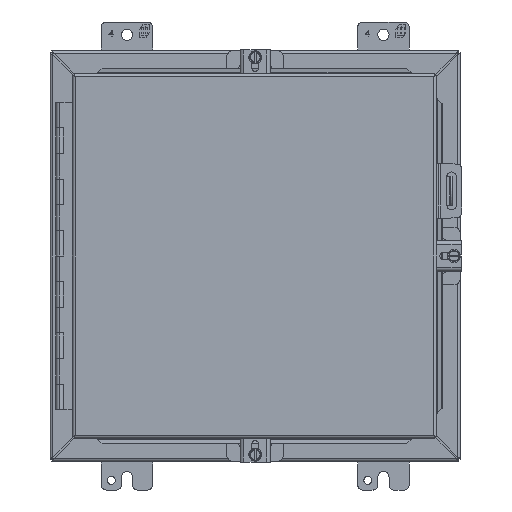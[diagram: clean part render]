
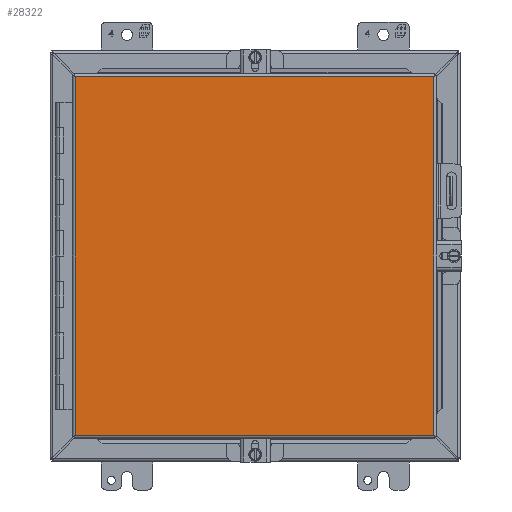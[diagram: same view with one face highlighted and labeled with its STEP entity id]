
A CAD part, front view. The second image highlights one B-rep face of the part: STEP entity #28322.
In plain terms, the highlighted planar face has unit normal (0, -1, 0).
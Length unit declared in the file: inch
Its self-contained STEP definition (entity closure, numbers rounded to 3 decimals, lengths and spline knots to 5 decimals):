
#470 = CARTESIAN_POINT ( 'NONE',  ( -7.017, -7.21, -6.9945 ) ) ;
#2010 = VERTEX_POINT ( 'NONE', #5517 ) ;
#3092 = DIRECTION ( 'NONE',  ( 0., 0., 1. ) ) ;
#3380 = DIRECTION ( 'NONE',  ( -1., 0., 0. ) ) ;
#3482 = VERTEX_POINT ( 'NONE', #30514 ) ;
#3514 = DIRECTION ( 'NONE',  ( 1., 0., 0. ) ) ;
#4657 = PLANE ( 'NONE',  #24406 ) ;
#4881 = DIRECTION ( 'NONE',  ( 0., -1., 0. ) ) ;
#5517 = CARTESIAN_POINT ( 'NONE',  ( -7.017, -7.21, 6.9945 ) ) ;
#7424 = LINE ( 'NONE', #23609, #29711 ) ;
#7509 = ORIENTED_EDGE ( 'NONE', *, *, #14443, .F. ) ;
#8543 = CARTESIAN_POINT ( 'NONE',  ( 6.955, -7.21, 6.9945 ) ) ;
#11866 = FACE_OUTER_BOUND ( 'NONE', #34211, .T. ) ;
#13045 = ORIENTED_EDGE ( 'NONE', *, *, #26977, .F. ) ;
#14443 = EDGE_CURVE ( 'NONE', #17792, #29446, #24789, .T. ) ;
#15807 = CARTESIAN_POINT ( 'NONE',  ( 6.955, -7.21, 6.9945 ) ) ;
#17068 = LINE ( 'NONE', #470, #24900 ) ;
#17792 = VERTEX_POINT ( 'NONE', #8543 ) ;
#22929 = ORIENTED_EDGE ( 'NONE', *, *, #33057, .F. ) ;
#23609 = CARTESIAN_POINT ( 'NONE',  ( -7.017, -7.21, 6.9945 ) ) ;
#24406 = AXIS2_PLACEMENT_3D ( 'NONE', #34798, #4881, #31511 ) ;
#24789 = LINE ( 'NONE', #15807, #30677 ) ;
#24900 = VECTOR ( 'NONE', #3092, 39.37008 ) ;
#26531 = LINE ( 'NONE', #43112, #34054 ) ;
#26977 = EDGE_CURVE ( 'NONE', #29446, #3482, #26531, .T. ) ;
#28322 = ADVANCED_FACE ( 'NONE', ( #11866 ), #4657, .T. ) ;
#29127 = DIRECTION ( 'NONE',  ( 0., 0., -1. ) ) ;
#29446 = VERTEX_POINT ( 'NONE', #31517 ) ;
#29711 = VECTOR ( 'NONE', #3514, 39.37008 ) ;
#30514 = CARTESIAN_POINT ( 'NONE',  ( -7.017, -7.21, -6.9945 ) ) ;
#30677 = VECTOR ( 'NONE', #29127, 39.37008 ) ;
#31511 = DIRECTION ( 'NONE',  ( 0., 0., -1. ) ) ;
#31517 = CARTESIAN_POINT ( 'NONE',  ( 6.955, -7.21, -6.9945 ) ) ;
#32132 = ORIENTED_EDGE ( 'NONE', *, *, #37318, .F. ) ;
#33057 = EDGE_CURVE ( 'NONE', #3482, #2010, #17068, .T. ) ;
#34054 = VECTOR ( 'NONE', #3380, 39.37008 ) ;
#34211 = EDGE_LOOP ( 'NONE', ( #7509, #32132, #22929, #13045 ) ) ;
#34798 = CARTESIAN_POINT ( 'NONE',  ( -7.017, -7.21, -6.9945 ) ) ;
#37318 = EDGE_CURVE ( 'NONE', #2010, #17792, #7424, .T. ) ;
#43112 = CARTESIAN_POINT ( 'NONE',  ( 6.955, -7.21, -6.9945 ) ) ;
